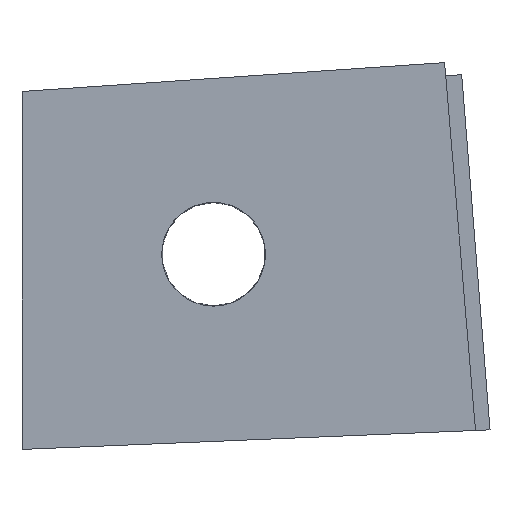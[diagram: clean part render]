
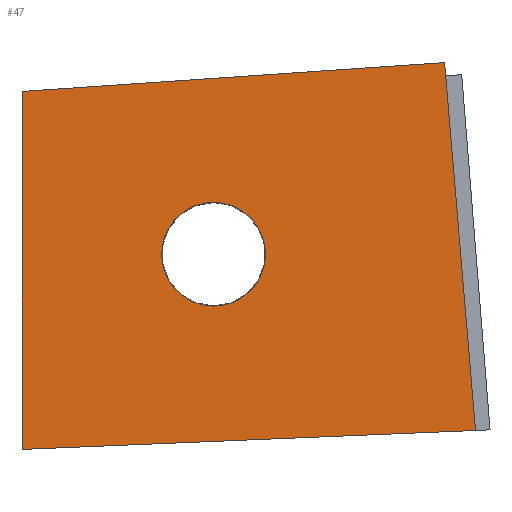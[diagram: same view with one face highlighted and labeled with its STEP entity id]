
A CAD part, front view. The second image highlights one B-rep face of the part: STEP entity #47.
In plain terms, the highlighted planar face has unit normal (0, -1, 0).
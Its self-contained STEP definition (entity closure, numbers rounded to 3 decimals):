
#47 = ADVANCED_FACE('',(#48,#72),#61,.T.);
#48 = FACE_BOUND('',#49,.T.);
#49 = EDGE_LOOP('',(#50));
#50 = ORIENTED_EDGE('',*,*,#51,.F.);
#51 = EDGE_CURVE('',#52,#52,#54,.T.);
#52 = VERTEX_POINT('',#53);
#53 = CARTESIAN_POINT('',(1924.04,-719.48,
    1392.981));
#54 = SURFACE_CURVE('',#55,(#60),.PCURVE_S1.);
#55 = CIRCLE('',#56,3.713);
#56 = AXIS2_PLACEMENT_3D('',#57,#58,#59);
#57 = CARTESIAN_POINT('',(1924.04,-719.48,
    1396.695));
#58 = DIRECTION('',(0.,-1.,0.));
#59 = DIRECTION('',(0.,0.,-1.));
#60 = PCURVE('',#61,#66);
#61 = PLANE('',#62);
#62 = AXIS2_PLACEMENT_3D('',#63,#64,#65);
#63 = CARTESIAN_POINT('',(1924.04,-719.48,
    1396.695));
#64 = DIRECTION('',(0.,-1.,0.));
#65 = DIRECTION('',(1.,0.,0.));
#66 = DEFINITIONAL_REPRESENTATION('',(#67),#71);
#67 = CIRCLE('',#68,3.713);
#68 = AXIS2_PLACEMENT_2D('',#69,#70);
#69 = CARTESIAN_POINT('',(0.,0.));
#70 = DIRECTION('',(0.,-1.));
#71 = ( GEOMETRIC_REPRESENTATION_CONTEXT(2) 
PARAMETRIC_REPRESENTATION_CONTEXT() REPRESENTATION_CONTEXT('2D SPACE',''
  ) );
#72 = FACE_BOUND('',#73,.T.);
#73 = EDGE_LOOP('',(#74,#92,#110,#126));
#74 = ORIENTED_EDGE('',*,*,#75,.T.);
#75 = EDGE_CURVE('',#76,#78,#80,.T.);
#76 = VERTEX_POINT('',#77);
#77 = CARTESIAN_POINT('',(1910.325,-719.48,
    1408.349));
#78 = VERTEX_POINT('',#79);
#79 = CARTESIAN_POINT('',(1910.325,-719.48,
    1382.723));
#80 = SURFACE_CURVE('',#81,(#85),.PCURVE_S1.);
#81 = LINE('',#82,#83);
#82 = CARTESIAN_POINT('',(1910.325,-719.48,
    1380.668));
#83 = VECTOR('',#84,1.);
#84 = DIRECTION('',(0.,0.,-1.));
#85 = PCURVE('',#61,#86);
#86 = DEFINITIONAL_REPRESENTATION('',(#87),#91);
#87 = LINE('',#88,#89);
#88 = CARTESIAN_POINT('',(-13.715,-16.027));
#89 = VECTOR('',#90,1.);
#90 = DIRECTION('',(0.,-1.));
#91 = ( GEOMETRIC_REPRESENTATION_CONTEXT(2) 
PARAMETRIC_REPRESENTATION_CONTEXT() REPRESENTATION_CONTEXT('2D SPACE',''
  ) );
#92 = ORIENTED_EDGE('',*,*,#93,.T.);
#93 = EDGE_CURVE('',#78,#94,#96,.T.);
#94 = VERTEX_POINT('',#95);
#95 = CARTESIAN_POINT('',(1942.79,-719.48,
    1384.08));
#96 = SURFACE_CURVE('',#97,(#102),.PCURVE_S1.);
#97 = B_SPLINE_CURVE_WITH_KNOTS('',3,(#98,#99,#100,#101),.UNSPECIFIED.,
  .F.,.F.,(4,4),(0.,1.),.PIECEWISE_BEZIER_KNOTS.);
#98 = CARTESIAN_POINT('',(1910.325,-719.48,
    1382.723));
#99 = CARTESIAN_POINT('',(1921.146,-719.48,
    1383.189));
#100 = CARTESIAN_POINT('',(1931.968,-719.48,
    1383.642));
#101 = CARTESIAN_POINT('',(1942.79,-719.48,
    1384.08));
#102 = PCURVE('',#61,#103);
#103 = DEFINITIONAL_REPRESENTATION('',(#104),#109);
#104 = B_SPLINE_CURVE_WITH_KNOTS('',3,(#105,#106,#107,#108),
  .UNSPECIFIED.,.F.,.F.,(4,4),(0.,1.),.PIECEWISE_BEZIER_KNOTS.);
#105 = CARTESIAN_POINT('',(-13.715,-13.971));
#106 = CARTESIAN_POINT('',(-2.894,-13.506));
#107 = CARTESIAN_POINT('',(7.928,-13.053));
#108 = CARTESIAN_POINT('',(18.75,-12.615));
#109 = ( GEOMETRIC_REPRESENTATION_CONTEXT(2) 
PARAMETRIC_REPRESENTATION_CONTEXT() REPRESENTATION_CONTEXT('2D SPACE',''
  ) );
#110 = ORIENTED_EDGE('',*,*,#111,.T.);
#111 = EDGE_CURVE('',#94,#112,#114,.T.);
#112 = VERTEX_POINT('',#113);
#113 = CARTESIAN_POINT('',(1940.576,-719.48,
    1410.414));
#114 = SURFACE_CURVE('',#115,(#119),.PCURVE_S1.);
#115 = LINE('',#116,#117);
#116 = CARTESIAN_POINT('',(1941.605,-719.48,
    1398.172));
#117 = VECTOR('',#118,1.);
#118 = DIRECTION('',(-0.084,0.,0.996));
#119 = PCURVE('',#61,#120);
#120 = DEFINITIONAL_REPRESENTATION('',(#121),#125);
#121 = LINE('',#122,#123);
#122 = CARTESIAN_POINT('',(17.565,1.477));
#123 = VECTOR('',#124,1.);
#124 = DIRECTION('',(-0.084,0.996));
#125 = ( GEOMETRIC_REPRESENTATION_CONTEXT(2) 
PARAMETRIC_REPRESENTATION_CONTEXT() REPRESENTATION_CONTEXT('2D SPACE',''
  ) );
#126 = ORIENTED_EDGE('',*,*,#127,.F.);
#127 = EDGE_CURVE('',#76,#112,#128,.T.);
#128 = SURFACE_CURVE('',#129,(#134),.PCURVE_S1.);
#129 = B_SPLINE_CURVE_WITH_KNOTS('',3,(#130,#131,#132,#133),
  .UNSPECIFIED.,.F.,.F.,(4,4),(0.,1.),.PIECEWISE_BEZIER_KNOTS.);
#130 = CARTESIAN_POINT('',(1910.325,-719.48,
    1408.349));
#131 = CARTESIAN_POINT('',(1920.408,-719.48,
    1409.046));
#132 = CARTESIAN_POINT('',(1930.492,-719.48,
    1409.734));
#133 = CARTESIAN_POINT('',(1940.576,-719.48,
    1410.414));
#134 = PCURVE('',#61,#135);
#135 = DEFINITIONAL_REPRESENTATION('',(#136),#141);
#136 = B_SPLINE_CURVE_WITH_KNOTS('',3,(#137,#138,#139,#140),
  .UNSPECIFIED.,.F.,.F.,(4,4),(0.,1.),.PIECEWISE_BEZIER_KNOTS.);
#137 = CARTESIAN_POINT('',(-13.715,11.655));
#138 = CARTESIAN_POINT('',(-3.632,12.351));
#139 = CARTESIAN_POINT('',(6.451,13.039));
#140 = CARTESIAN_POINT('',(16.535,13.719));
#141 = ( GEOMETRIC_REPRESENTATION_CONTEXT(2) 
PARAMETRIC_REPRESENTATION_CONTEXT() REPRESENTATION_CONTEXT('2D SPACE',''
  ) );
